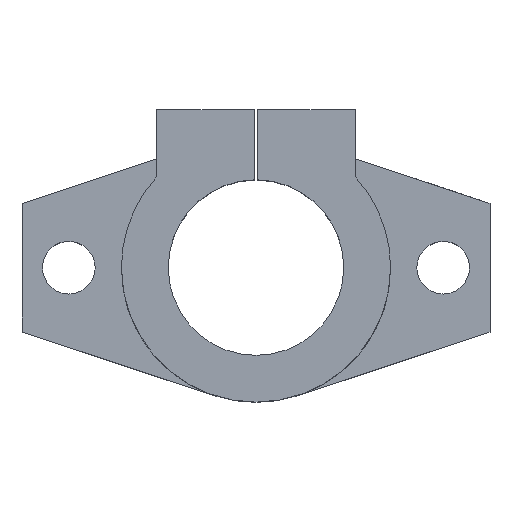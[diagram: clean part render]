
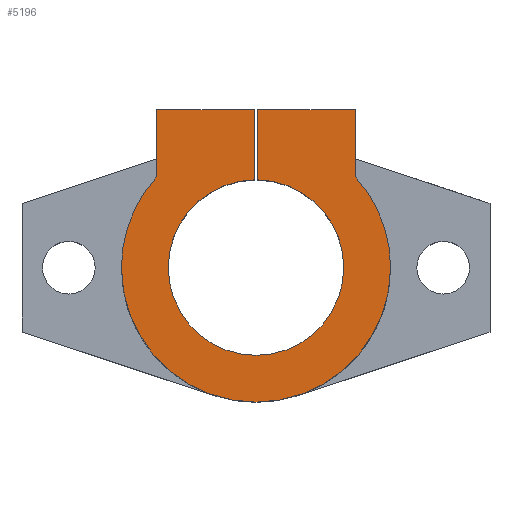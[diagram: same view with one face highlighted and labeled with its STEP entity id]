
A CAD part, top view. The second image highlights one B-rep face of the part: STEP entity #5196.
In plain terms, the highlighted planar face has unit normal (0, 0, 1).
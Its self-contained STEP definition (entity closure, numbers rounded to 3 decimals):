
#48 = CARTESIAN_POINT ( 'NONE',  ( -17., 27., 30. ) ) ;
#290 = CARTESIAN_POINT ( 'NONE',  ( 0., 0., 30. ) ) ;
#333 = EDGE_CURVE ( 'NONE', #2879, #13217, #9959, .T. ) ;
#359 = DIRECTION ( 'NONE',  ( 1., 0., 0. ) ) ;
#431 = DIRECTION ( 'NONE',  ( 0., 0., 1. ) ) ;
#532 = LINE ( 'NONE', #13080, #6851 ) ;
#822 = DIRECTION ( 'NONE',  ( -1., 0., 0. ) ) ;
#900 = CARTESIAN_POINT ( 'NONE',  ( 0., 0., 30. ) ) ;
#976 = DIRECTION ( 'NONE',  ( 0., 0., 1. ) ) ;
#1010 = PLANE ( 'NONE',  #4286 ) ;
#1106 = CARTESIAN_POINT ( 'NONE',  ( 17., 15.492, 30. ) ) ;
#1142 = CARTESIAN_POINT ( 'NONE',  ( -17., 15.492, 30. ) ) ;
#1243 = LINE ( 'NONE', #48, #7466 ) ;
#1593 = VERTEX_POINT ( 'NONE', #11692 ) ;
#1878 = EDGE_CURVE ( 'NONE', #3726, #8484, #532, .T. ) ;
#1997 = DIRECTION ( 'NONE',  ( 1., 0., 0. ) ) ;
#2099 = CARTESIAN_POINT ( 'NONE',  ( 0., 0., 30. ) ) ;
#2240 = EDGE_CURVE ( 'NONE', #6741, #2879, #2512, .T. ) ;
#2512 = CIRCLE ( 'NONE', #12653, 15. ) ;
#2721 = ORIENTED_EDGE ( 'NONE', *, *, #2240, .F. ) ;
#2826 = AXIS2_PLACEMENT_3D ( 'NONE', #900, #976, #5577 ) ;
#2879 = VERTEX_POINT ( 'NONE', #13410 ) ;
#3011 = ORIENTED_EDGE ( 'NONE', *, *, #3183, .T. ) ;
#3068 = DIRECTION ( 'NONE',  ( 0., 1., 0. ) ) ;
#3149 = DIRECTION ( 'NONE',  ( 0., 0., 1. ) ) ;
#3183 = EDGE_CURVE ( 'NONE', #4913, #1593, #10694, .T. ) ;
#3197 = VECTOR ( 'NONE', #13587, 1000. ) ;
#3564 = CIRCLE ( 'NONE', #2826, 23. ) ;
#3726 = VERTEX_POINT ( 'NONE', #12366 ) ;
#3896 = DIRECTION ( 'NONE',  ( 0., 0., 1. ) ) ;
#3970 = CARTESIAN_POINT ( 'NONE',  ( 0., 0., 30. ) ) ;
#4105 = ORIENTED_EDGE ( 'NONE', *, *, #6090, .F. ) ;
#4163 = ORIENTED_EDGE ( 'NONE', *, *, #10208, .T. ) ;
#4286 = AXIS2_PLACEMENT_3D ( 'NONE', #5610, #10247, #1997 ) ;
#4461 = DIRECTION ( 'NONE',  ( 1., 0., 0. ) ) ;
#4647 = CARTESIAN_POINT ( 'NONE',  ( 23., 0., 30. ) ) ;
#4717 = DIRECTION ( 'NONE',  ( -1., 0., 0. ) ) ;
#4913 = VERTEX_POINT ( 'NONE', #10795 ) ;
#5196 = ADVANCED_FACE ( 'NONE', ( #14919 ), #1010, .T. ) ;
#5333 = DIRECTION ( 'NONE',  ( 1., 0., 0. ) ) ;
#5361 = EDGE_CURVE ( 'NONE', #8484, #7824, #12977, .T. ) ;
#5577 = DIRECTION ( 'NONE',  ( 1., 0., 0. ) ) ;
#5610 = CARTESIAN_POINT ( 'NONE',  ( 0., 0., 30. ) ) ;
#5678 = EDGE_CURVE ( 'NONE', #11963, #14922, #3564, .T. ) ;
#5973 = CIRCLE ( 'NONE', #8888, 15. ) ;
#6038 = DIRECTION ( 'NONE',  ( 0., -1., 0. ) ) ;
#6090 = EDGE_CURVE ( 'NONE', #7824, #6741, #5973, .T. ) ;
#6212 = VERTEX_POINT ( 'NONE', #11526 ) ;
#6543 = ORIENTED_EDGE ( 'NONE', *, *, #5361, .F. ) ;
#6584 = EDGE_CURVE ( 'NONE', #6212, #4913, #11511, .T. ) ;
#6741 = VERTEX_POINT ( 'NONE', #13531 ) ;
#6851 = VECTOR ( 'NONE', #9831, 1000. ) ;
#7102 = CARTESIAN_POINT ( 'NONE',  ( -0.25, 14.998, 30. ) ) ;
#7319 = CARTESIAN_POINT ( 'NONE',  ( 17., 15.492, 30. ) ) ;
#7341 = DIRECTION ( 'NONE',  ( 0., 0., 1. ) ) ;
#7466 = VECTOR ( 'NONE', #4717, 1000. ) ;
#7824 = VERTEX_POINT ( 'NONE', #7850 ) ;
#7850 = CARTESIAN_POINT ( 'NONE',  ( -15., 0., 30. ) ) ;
#8436 = EDGE_CURVE ( 'NONE', #1593, #11963, #9875, .T. ) ;
#8484 = VERTEX_POINT ( 'NONE', #7102 ) ;
#8486 = DIRECTION ( 'NONE',  ( 1., 0., 0. ) ) ;
#8521 = DIRECTION ( 'NONE',  ( 1., 0., 0. ) ) ;
#8622 = CARTESIAN_POINT ( 'NONE',  ( 0., 0., 30. ) ) ;
#8888 = AXIS2_PLACEMENT_3D ( 'NONE', #3970, #431, #359 ) ;
#9031 = ORIENTED_EDGE ( 'NONE', *, *, #6584, .T. ) ;
#9089 = ORIENTED_EDGE ( 'NONE', *, *, #5678, .T. ) ;
#9305 = CARTESIAN_POINT ( 'NONE',  ( 17., 27., 30. ) ) ;
#9526 = CARTESIAN_POINT ( 'NONE',  ( 0.25, 27., 30. ) ) ;
#9695 = EDGE_CURVE ( 'NONE', #3726, #6212, #11183, .T. ) ;
#9831 = DIRECTION ( 'NONE',  ( 0., -1., 0. ) ) ;
#9875 = CIRCLE ( 'NONE', #10359, 23. ) ;
#9959 = LINE ( 'NONE', #14630, #10703 ) ;
#10208 = EDGE_CURVE ( 'NONE', #14922, #13250, #12607, .T. ) ;
#10224 = CARTESIAN_POINT ( 'NONE',  ( 0., 0., 30. ) ) ;
#10247 = DIRECTION ( 'NONE',  ( 0., 0., 1. ) ) ;
#10359 = AXIS2_PLACEMENT_3D ( 'NONE', #10224, #14823, #4461 ) ;
#10694 = CIRCLE ( 'NONE', #12635, 23. ) ;
#10703 = VECTOR ( 'NONE', #3068, 1000. ) ;
#10795 = CARTESIAN_POINT ( 'NONE',  ( -17., 15.492, 30. ) ) ;
#10898 = EDGE_LOOP ( 'NONE', ( #13310, #14683, #9031, #3011, #13892, #9089, #4163, #12930, #14294, #2721, #4105, #6543 ) ) ;
#11059 = VECTOR ( 'NONE', #6038, 1000. ) ;
#11183 = LINE ( 'NONE', #12544, #13571 ) ;
#11511 = LINE ( 'NONE', #1142, #11059 ) ;
#11526 = CARTESIAN_POINT ( 'NONE',  ( -17., 27., 30. ) ) ;
#11692 = CARTESIAN_POINT ( 'NONE',  ( -23., 0., 30. ) ) ;
#11963 = VERTEX_POINT ( 'NONE', #4647 ) ;
#12366 = CARTESIAN_POINT ( 'NONE',  ( -0.25, 27., 30. ) ) ;
#12544 = CARTESIAN_POINT ( 'NONE',  ( -17., 27., 30. ) ) ;
#12607 = LINE ( 'NONE', #1106, #3197 ) ;
#12635 = AXIS2_PLACEMENT_3D ( 'NONE', #290, #3896, #8521 ) ;
#12653 = AXIS2_PLACEMENT_3D ( 'NONE', #2099, #3149, #5333 ) ;
#12706 = EDGE_CURVE ( 'NONE', #13250, #13217, #1243, .T. ) ;
#12930 = ORIENTED_EDGE ( 'NONE', *, *, #12706, .T. ) ;
#12977 = CIRCLE ( 'NONE', #14414, 15. ) ;
#13080 = CARTESIAN_POINT ( 'NONE',  ( -0.25, 0., 30. ) ) ;
#13217 = VERTEX_POINT ( 'NONE', #9526 ) ;
#13250 = VERTEX_POINT ( 'NONE', #9305 ) ;
#13310 = ORIENTED_EDGE ( 'NONE', *, *, #1878, .F. ) ;
#13410 = CARTESIAN_POINT ( 'NONE',  ( 0.25, 14.998, 30. ) ) ;
#13531 = CARTESIAN_POINT ( 'NONE',  ( 15., 0., 30. ) ) ;
#13571 = VECTOR ( 'NONE', #822, 1000. ) ;
#13587 = DIRECTION ( 'NONE',  ( 0., 1., 0. ) ) ;
#13892 = ORIENTED_EDGE ( 'NONE', *, *, #8436, .T. ) ;
#14294 = ORIENTED_EDGE ( 'NONE', *, *, #333, .F. ) ;
#14414 = AXIS2_PLACEMENT_3D ( 'NONE', #8622, #7341, #8486 ) ;
#14630 = CARTESIAN_POINT ( 'NONE',  ( 0.25, 0., 30. ) ) ;
#14683 = ORIENTED_EDGE ( 'NONE', *, *, #9695, .T. ) ;
#14823 = DIRECTION ( 'NONE',  ( 0., 0., 1. ) ) ;
#14919 = FACE_OUTER_BOUND ( 'NONE', #10898, .T. ) ;
#14922 = VERTEX_POINT ( 'NONE', #7319 ) ;
